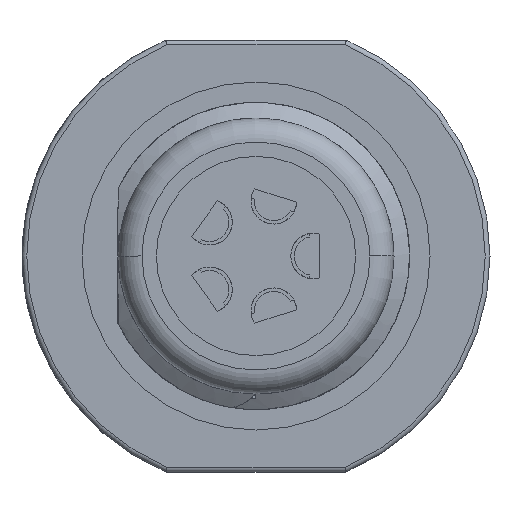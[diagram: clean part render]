
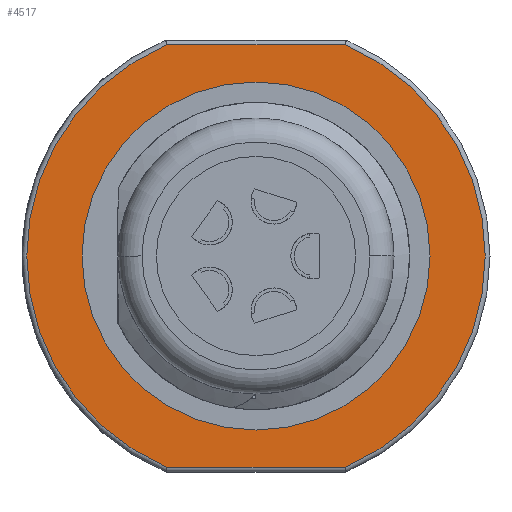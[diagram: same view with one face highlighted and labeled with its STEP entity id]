
A CAD part, left-side view. The second image highlights one B-rep face of the part: STEP entity #4517.
In plain terms, the highlighted planar face has unit normal (-1, 0, 0).
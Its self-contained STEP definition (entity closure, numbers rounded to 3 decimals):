
#1=CARTESIAN_POINT('',(0.,0.,0.));
#2=DIRECTION('',(1.,0.,0.));
#3=DIRECTION('',(0.,-0.388,0.921));
#4=AXIS2_PLACEMENT_3D('',#1,#2,#3);
#6=CARTESIAN_POINT('',(0.,0.,0.));
#7=DIRECTION('',(1.,0.,0.));
#8=DIRECTION('',(0.,0.388,-0.921));
#9=AXIS2_PLACEMENT_3D('',#6,#7,#8);
#11=CARTESIAN_POINT('',(0.,0.,0.));
#12=DIRECTION('',(-1.,0.,0.));
#13=DIRECTION('',(0.,-1.,0.));
#14=AXIS2_PLACEMENT_3D('',#11,#12,#13);
#16=CARTESIAN_POINT('',(0.,0.,0.));
#17=DIRECTION('',(-1.,0.,0.));
#18=DIRECTION('',(0.,1.,0.));
#19=AXIS2_PLACEMENT_3D('',#16,#17,#18);
#58=DIRECTION('',(0.,1.,0.));
#59=VECTOR('',#58,7.42);
#60=CARTESIAN_POINT('',(0.,-3.71,8.8));
#61=LINE('',#60,#59);
#230=DIRECTION('',(0.,-1.,0.));
#231=VECTOR('',#230,7.42);
#232=CARTESIAN_POINT('',(0.,3.71,-8.8));
#233=LINE('',#232,#231);
#3850=CARTESIAN_POINT('',(0.,-3.71,8.8));
#3851=CARTESIAN_POINT('',(0.,-3.71,-8.8));
#3852=VERTEX_POINT('',#3850);
#3853=VERTEX_POINT('',#3851);
#3854=CARTESIAN_POINT('',(0.,3.71,-8.8));
#3855=VERTEX_POINT('',#3854);
#3856=CARTESIAN_POINT('',(0.,3.71,8.8));
#3857=VERTEX_POINT('',#3856);
#3858=CARTESIAN_POINT('',(0.,-7.25,0.));
#3859=CARTESIAN_POINT('',(0.,7.25,0.));
#3860=VERTEX_POINT('',#3858);
#3861=VERTEX_POINT('',#3859);
#4496=CARTESIAN_POINT('',(0.,0.,0.));
#4497=DIRECTION('',(1.,0.,0.));
#4498=DIRECTION('',(0.,-1.,0.));
#4499=AXIS2_PLACEMENT_3D('',#4496,#4497,#4498);
#4500=PLANE('',#4499);
#4502=ORIENTED_EDGE('',*,*,#4501,.T.);
#4504=ORIENTED_EDGE('',*,*,#4503,.F.);
#4506=ORIENTED_EDGE('',*,*,#4505,.T.);
#4508=ORIENTED_EDGE('',*,*,#4507,.F.);
#4509=EDGE_LOOP('',(#4502,#4504,#4506,#4508));
#4510=FACE_OUTER_BOUND('',#4509,.F.);
#4512=ORIENTED_EDGE('',*,*,#4511,.T.);
#4514=ORIENTED_EDGE('',*,*,#4513,.T.);
#4515=EDGE_LOOP('',(#4512,#4514));
#4516=FACE_BOUND('',#4515,.F.);
#5=CIRCLE('',#4,9.55);
#10=CIRCLE('',#9,9.55);
#15=CIRCLE('',#14,7.25);
#20=CIRCLE('',#19,7.25);
#4501=EDGE_CURVE('',#3852,#3853,#5,.T.);
#4503=EDGE_CURVE('',#3855,#3853,#233,.T.);
#4505=EDGE_CURVE('',#3855,#3857,#10,.T.);
#4507=EDGE_CURVE('',#3852,#3857,#61,.T.);
#4511=EDGE_CURVE('',#3860,#3861,#15,.T.);
#4513=EDGE_CURVE('',#3861,#3860,#20,.T.);
#4517=ADVANCED_FACE('',(#4510,#4516),#4500,.F.);
